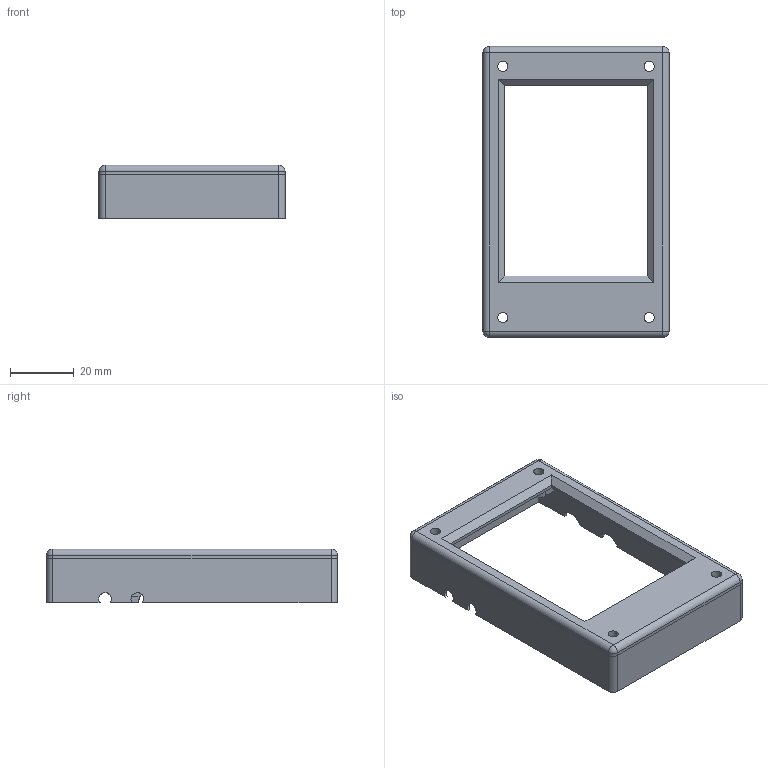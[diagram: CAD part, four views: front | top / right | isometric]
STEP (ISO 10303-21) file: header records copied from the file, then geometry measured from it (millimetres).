
FILE_DESCRIPTION(('FreeCAD Model'),'2;1');
FILE_NAME('top.stp', '2018-01-31T21:23:33',('FreeCAD'),('FreeCAD'), 'Open CASCADE STEP processor 6.9','FreeCAD','Unknown');
FILE_SCHEMA(('AUTOMOTIVE_DESIGN { 1 0 10303 214 1 1 1 1 }'));
Length unit declared in the file: millimetre
Products named in the file (1): Open CASCADE STEP translator 6.9 1
Bounding box: 58.5 x 91.5 x 16.93 mm (x, y, z)
Volume: 18375.9 mm3; surface area: 14315.2 mm2
Topology: 1 solids, 1 shells, 100 faces, 274 edges, 172 vertices
Faces by surface type: plane 66, cylinder 26, sphere 4, cone 4
Full cylindrical faces by diameter (mm): 3.2 x4
Entity records: 6594 total; most frequent: CARTESIAN_POINT 1499, DIRECTION 858, ORIENTED_EDGE 540, PCURVE 540, DEFINITIONAL_REPRESENTATION 540, LINE 512, VECTOR 512, EDGE_CURVE 270
